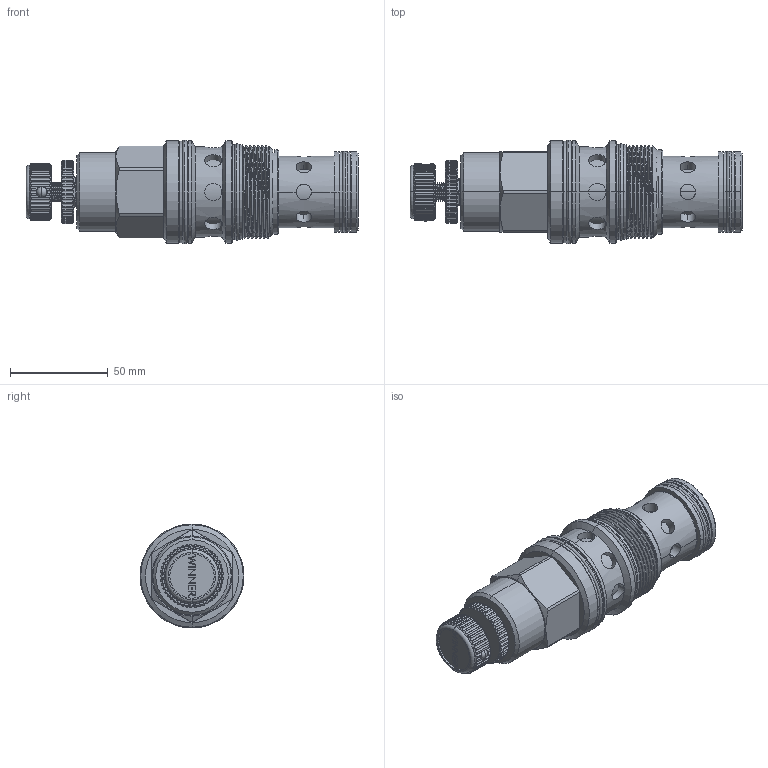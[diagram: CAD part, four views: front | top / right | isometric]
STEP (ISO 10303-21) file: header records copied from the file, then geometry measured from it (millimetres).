
FILE_DESCRIPTION (( 'STEP AP203' ), '1' );
FILE_NAME ('FR19A3F-K.STEP', '2020-04-15T01:31:44', ( '' ), ( '' ), 'SwSTEP 2.0', 'SolidWorks 2018', '' );
FILE_SCHEMA (( 'CONFIG_CONTROL_DESIGN' ));
Length unit declared in the file: millimetre
Products named in the file (1): FR19A3F-K
Bounding box: 169.65 x 53.11 x 53.11 mm (x, y, z)
Volume: 211848.5 mm3; surface area: 42672.2 mm2
Topology: 7 solids, 7 shells, 580 faces, 1511 edges, 982 vertices
Faces by surface type: cylinder 378, plane 118, cone 43, torus 26, bspline 13, sphere 2
Entity records: 28889 total; most frequent: CARTESIAN_POINT 15170, ORIENTED_EDGE 3022, DIRECTION 2627, EDGE_CURVE 1511, AXIS2_PLACEMENT_3D 999, VERTEX_POINT 982, LINE 629, EDGE_LOOP 629
